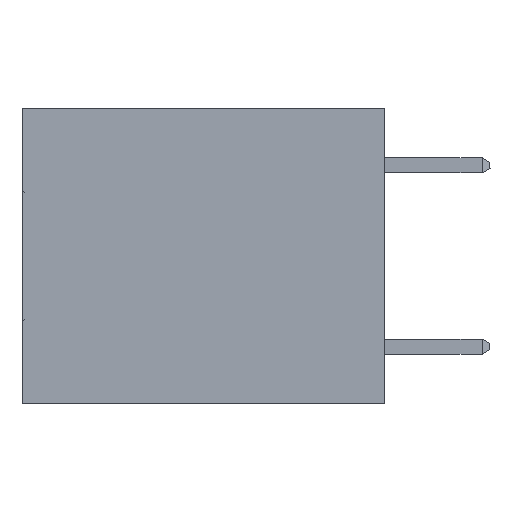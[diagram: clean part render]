
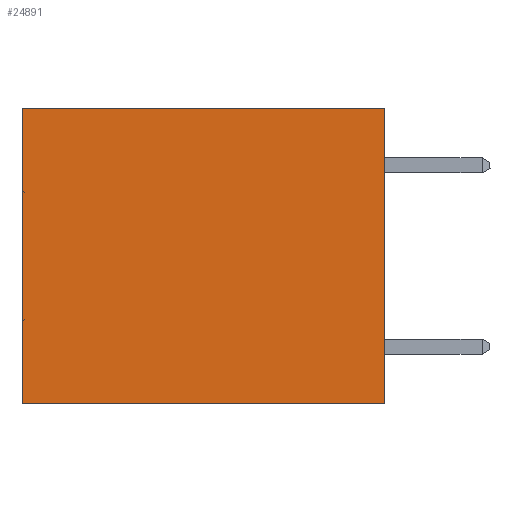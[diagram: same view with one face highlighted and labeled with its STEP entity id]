
A CAD part, left-side view. The second image highlights one B-rep face of the part: STEP entity #24891.
In plain terms, the highlighted planar face has unit normal (-1, 0, 0).
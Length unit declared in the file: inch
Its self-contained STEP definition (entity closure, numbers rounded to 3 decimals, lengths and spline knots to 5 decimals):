
#2048 = CARTESIAN_POINT ( 'NONE',  ( 0.3165, 0.6, -0.49 ) ) ;
#2391 = LINE ( 'NONE', #10775, #18716 ) ;
#3495 = DIRECTION ( 'NONE',  ( 0., 0., -1. ) ) ;
#3626 = VECTOR ( 'NONE', #14467, 39.37008 ) ;
#4035 = ORIENTED_EDGE ( 'NONE', *, *, #33354, .F. ) ;
#4424 = VERTEX_POINT ( 'NONE', #7060 ) ;
#6542 = LINE ( 'NONE', #23369, #31696 ) ;
#6964 = DIRECTION ( 'NONE',  ( 0., 0., -1. ) ) ;
#7060 = CARTESIAN_POINT ( 'NONE',  ( 0.3165, 0., 0. ) ) ;
#8105 = VECTOR ( 'NONE', #6964, 39.37008 ) ;
#9152 = ORIENTED_EDGE ( 'NONE', *, *, #29094, .T. ) ;
#9822 = VERTEX_POINT ( 'NONE', #30777 ) ;
#10201 = VERTEX_POINT ( 'NONE', #2048 ) ;
#10318 = LINE ( 'NONE', #15559, #8105 ) ;
#10775 = CARTESIAN_POINT ( 'NONE',  ( 0.3165, 0., -0.49 ) ) ;
#12160 = DIRECTION ( 'NONE',  ( 1., 0., 0. ) ) ;
#14467 = DIRECTION ( 'NONE',  ( 0., 1., 0. ) ) ;
#15559 = CARTESIAN_POINT ( 'NONE',  ( 0.3165, 0.6, -0.49 ) ) ;
#15837 = ORIENTED_EDGE ( 'NONE', *, *, #18255, .T. ) ;
#15861 = EDGE_CURVE ( 'NONE', #4424, #28590, #2391, .T. ) ;
#17445 = CARTESIAN_POINT ( 'NONE',  ( 0.3165, 0., -0.49 ) ) ;
#18130 = ORIENTED_EDGE ( 'NONE', *, *, #15861, .F. ) ;
#18255 = EDGE_CURVE ( 'NONE', #9822, #10201, #10318, .T. ) ;
#18716 = VECTOR ( 'NONE', #24935, 39.37008 ) ;
#20665 = PLANE ( 'NONE',  #21481 ) ;
#21481 = AXIS2_PLACEMENT_3D ( 'NONE', #17445, #12160, #3495 ) ;
#22628 = CARTESIAN_POINT ( 'NONE',  ( 0.3165, 0., -0.49 ) ) ;
#23369 = CARTESIAN_POINT ( 'NONE',  ( 0.3165, 0., -0.49 ) ) ;
#23893 = EDGE_LOOP ( 'NONE', ( #15837, #4035, #18130, #9152 ) ) ;
#24891 = ADVANCED_FACE ( 'NONE', ( #33513 ), #20665, .F. ) ;
#24935 = DIRECTION ( 'NONE',  ( 0., 0., -1. ) ) ;
#28590 = VERTEX_POINT ( 'NONE', #22628 ) ;
#29094 = EDGE_CURVE ( 'NONE', #4424, #9822, #35856, .T. ) ;
#30777 = CARTESIAN_POINT ( 'NONE',  ( 0.3165, 0.6, 0. ) ) ;
#31696 = VECTOR ( 'NONE', #34470, 39.37008 ) ;
#33354 = EDGE_CURVE ( 'NONE', #28590, #10201, #6542, .T. ) ;
#33513 = FACE_OUTER_BOUND ( 'NONE', #23893, .T. ) ;
#34470 = DIRECTION ( 'NONE',  ( 0., 1., 0. ) ) ;
#35856 = LINE ( 'NONE', #36314, #3626 ) ;
#36314 = CARTESIAN_POINT ( 'NONE',  ( 0.3165, 0., 0. ) ) ;
